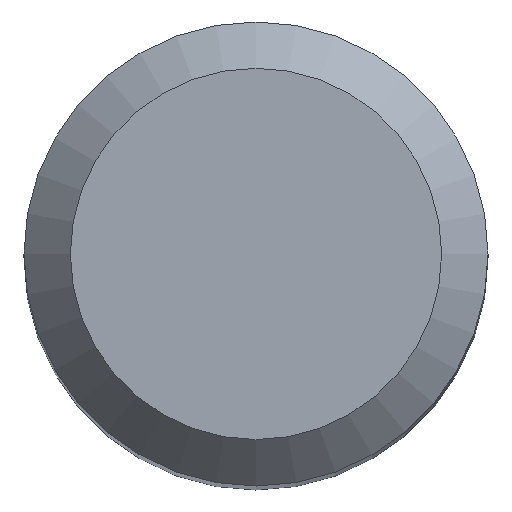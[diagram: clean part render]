
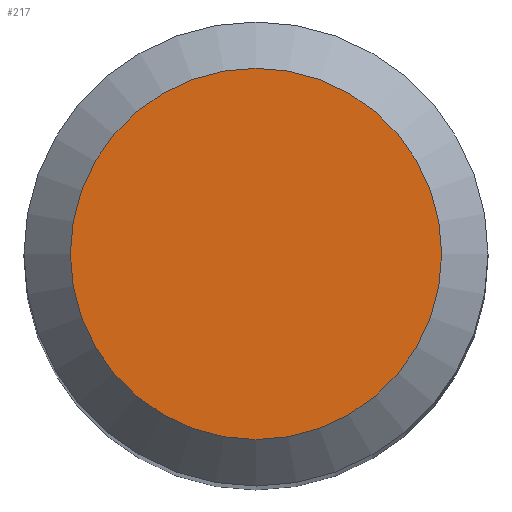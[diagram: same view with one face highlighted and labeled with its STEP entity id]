
A CAD part, top view. The second image highlights one B-rep face of the part: STEP entity #217.
In plain terms, the highlighted planar face has unit normal (0, 0, 1).
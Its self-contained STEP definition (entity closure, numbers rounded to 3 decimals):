
#24 = FACE_OUTER_BOUND ( 'NONE', #241, .T. ) ;
#30 = ORIENTED_EDGE ( 'NONE', *, *, #230, .F. ) ;
#52 = AXIS2_PLACEMENT_3D ( 'NONE', #75, #228, #176 ) ;
#75 = CARTESIAN_POINT ( 'NONE',  ( 0., 0., 40. ) ) ;
#93 = CARTESIAN_POINT ( 'NONE',  ( 0., 0., 40. ) ) ;
#94 = PLANE ( 'NONE',  #236 ) ;
#113 = DIRECTION ( 'NONE',  ( 0., 0., -1. ) ) ;
#119 = VERTEX_POINT ( 'NONE', #156 ) ;
#143 = CIRCLE ( 'NONE', #52, 2.4 ) ;
#156 = CARTESIAN_POINT ( 'NONE',  ( 0., 2.4, 40. ) ) ;
#176 = DIRECTION ( 'NONE',  ( 0., 1., 0. ) ) ;
#177 = DIRECTION ( 'NONE',  ( 0., 1., 0. ) ) ;
#217 = ADVANCED_FACE ( 'NONE', ( #24 ), #94, .F. ) ;
#228 = DIRECTION ( 'NONE',  ( 0., 0., -1. ) ) ;
#230 = EDGE_CURVE ( 'NONE', #119, #119, #143, .T. ) ;
#236 = AXIS2_PLACEMENT_3D ( 'NONE', #93, #113, #177 ) ;
#241 = EDGE_LOOP ( 'NONE', ( #30 ) ) ;
